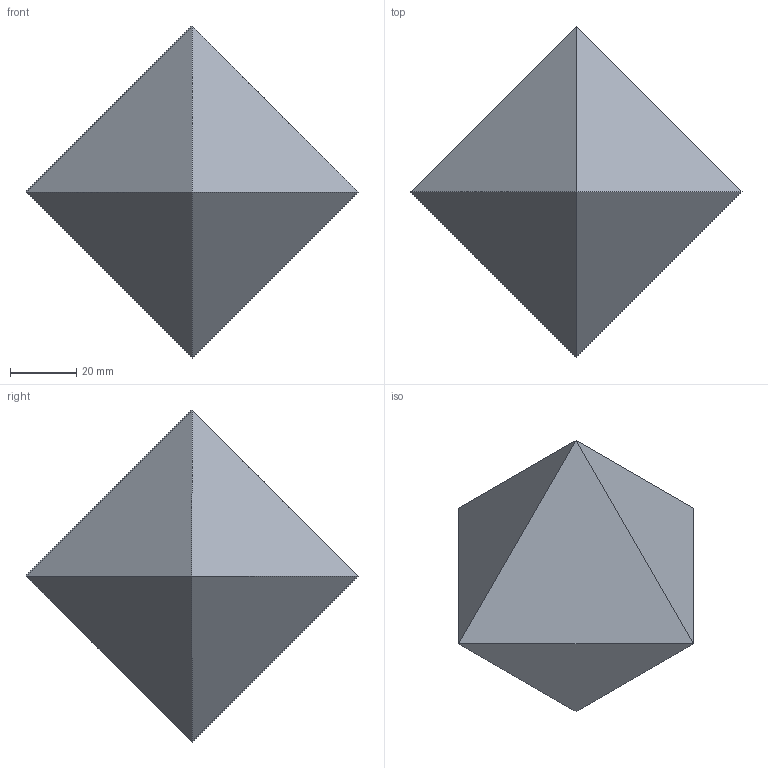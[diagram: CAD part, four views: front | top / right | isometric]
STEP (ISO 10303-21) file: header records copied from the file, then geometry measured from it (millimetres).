
FILE_DESCRIPTION (( 'STEP AP214' ), '1' );
FILE_NAME ('octahedron.step', '2020-02-07T10:39:56', ( '' ), ( '' ), 'SwSTEP 2.0', 'SolidWorks 2019', '' );
FILE_SCHEMA (( 'AUTOMOTIVE_DESIGN' ));
Length unit declared in the file: millimetre
Products named in the file (1): octahedron
Bounding box: 100 x 100 x 100 mm (x, y, z)
Volume: 166666.7 mm3; surface area: 17320.5 mm2
Topology: 1 solids, 1 shells, 8 faces, 12 edges, 6 vertices
Faces by surface type: plane 8
Entity records: 202 total; most frequent: DIRECTION 30, CARTESIAN_POINT 27, ORIENTED_EDGE 24, EDGE_CURVE 12, VECTOR 12, LINE 12, AXIS2_PLACEMENT_3D 9, ADVANCED_FACE 8
